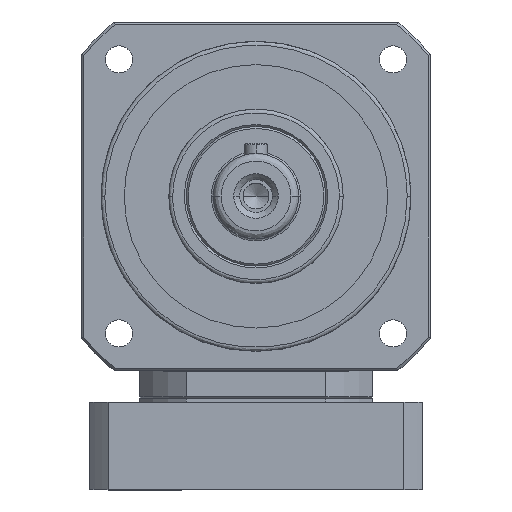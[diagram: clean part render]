
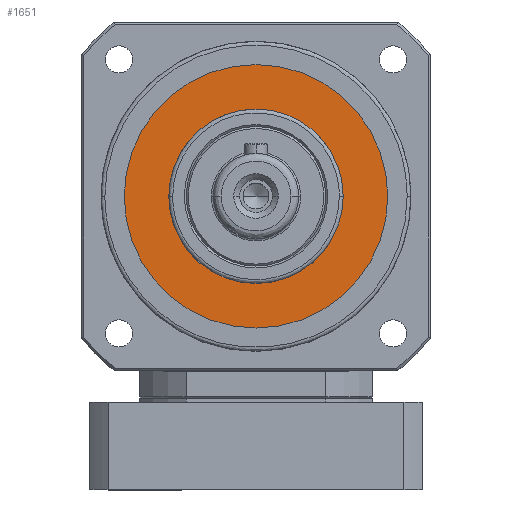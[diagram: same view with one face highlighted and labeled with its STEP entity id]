
A CAD part, top view. The second image highlights one B-rep face of the part: STEP entity #1651.
In plain terms, the highlighted planar face has unit normal (0, 0, 1).
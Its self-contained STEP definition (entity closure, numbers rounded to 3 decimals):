
#204 = ORIENTED_EDGE ( 'NONE', *, *, #21238, .T. ) ;
#398 = EDGE_CURVE ( 'NONE', #16792, #12158, #20740, .T. ) ;
#1340 = CARTESIAN_POINT ( 'NONE',  ( 0., 0., 109.49 ) ) ;
#1651 = ADVANCED_FACE ( 'NONE', ( #7372, #12435 ), #24762, .T. ) ;
#1705 = EDGE_LOOP ( 'NONE', ( #2464, #23050 ) ) ;
#2464 = ORIENTED_EDGE ( 'NONE', *, *, #398, .T. ) ;
#2939 = DIRECTION ( 'NONE',  ( 0., 0., -1. ) ) ;
#3632 = DIRECTION ( 'NONE',  ( -1., 0., 0. ) ) ;
#3943 = DIRECTION ( 'NONE',  ( -1., 0., 0. ) ) ;
#3976 = DIRECTION ( 'NONE',  ( 0., 0., 1. ) ) ;
#4036 = CARTESIAN_POINT ( 'NONE',  ( 0., 0., 109.49 ) ) ;
#4348 = CARTESIAN_POINT ( 'NONE',  ( 22.5, 0., 109.49 ) ) ;
#4872 = AXIS2_PLACEMENT_3D ( 'NONE', #4036, #3976, #3943 ) ;
#4929 = CIRCLE ( 'NONE', #11140, 22.5 ) ;
#5709 = AXIS2_PLACEMENT_3D ( 'NONE', #16040, #2939, #18239 ) ;
#6233 = EDGE_LOOP ( 'NONE', ( #11235, #204 ) ) ;
#7372 = FACE_BOUND ( 'NONE', #6233, .T. ) ;
#7585 = AXIS2_PLACEMENT_3D ( 'NONE', #11725, #26509, #13855 ) ;
#11140 = AXIS2_PLACEMENT_3D ( 'NONE', #1340, #16689, #3632 ) ;
#11235 = ORIENTED_EDGE ( 'NONE', *, *, #17690, .T. ) ;
#11354 = CARTESIAN_POINT ( 'NONE',  ( -22.5, 0., 109.49 ) ) ;
#11725 = CARTESIAN_POINT ( 'NONE',  ( 0., 0., 109.49 ) ) ;
#11754 = AXIS2_PLACEMENT_3D ( 'NONE', #22204, #22116, #22030 ) ;
#12158 = VERTEX_POINT ( 'NONE', #27260 ) ;
#12435 = FACE_OUTER_BOUND ( 'NONE', #1705, .T. ) ;
#13855 = DIRECTION ( 'NONE',  ( -1., 0., 0. ) ) ;
#15338 = CARTESIAN_POINT ( 'NONE',  ( -34., 0., 109.49 ) ) ;
#16040 = CARTESIAN_POINT ( 'NONE',  ( 0., 0., 109.49 ) ) ;
#16689 = DIRECTION ( 'NONE',  ( 0., 0., -1. ) ) ;
#16792 = VERTEX_POINT ( 'NONE', #15338 ) ;
#17690 = EDGE_CURVE ( 'NONE', #24517, #21000, #4929, .T. ) ;
#18239 = DIRECTION ( 'NONE',  ( -1., 0., 0. ) ) ;
#20740 = CIRCLE ( 'NONE', #4872, 34. ) ;
#21000 = VERTEX_POINT ( 'NONE', #4348 ) ;
#21238 = EDGE_CURVE ( 'NONE', #21000, #24517, #22287, .T. ) ;
#21797 = CIRCLE ( 'NONE', #7585, 34. ) ;
#22030 = DIRECTION ( 'NONE',  ( 1., 0., 0. ) ) ;
#22116 = DIRECTION ( 'NONE',  ( 0., 0., 1. ) ) ;
#22204 = CARTESIAN_POINT ( 'NONE',  ( 0., 0., 109.49 ) ) ;
#22287 = CIRCLE ( 'NONE', #5709, 22.5 ) ;
#23050 = ORIENTED_EDGE ( 'NONE', *, *, #24543, .T. ) ;
#24517 = VERTEX_POINT ( 'NONE', #11354 ) ;
#24543 = EDGE_CURVE ( 'NONE', #12158, #16792, #21797, .T. ) ;
#24762 = PLANE ( 'NONE',  #11754 ) ;
#26509 = DIRECTION ( 'NONE',  ( 0., 0., 1. ) ) ;
#27260 = CARTESIAN_POINT ( 'NONE',  ( 34., 0., 109.49 ) ) ;
